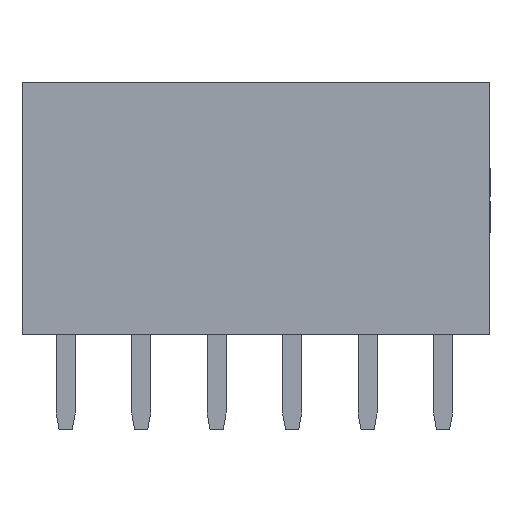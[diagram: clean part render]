
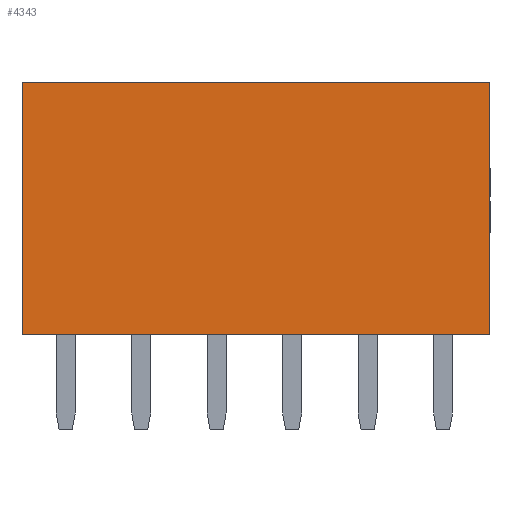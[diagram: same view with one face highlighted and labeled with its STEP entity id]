
A CAD part, front view. The second image highlights one B-rep face of the part: STEP entity #4343.
In plain terms, the highlighted planar face has unit normal (0, -1, 0).
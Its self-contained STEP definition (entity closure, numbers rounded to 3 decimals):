
#242 = VECTOR ( 'NONE', #4822, 1000. ) ;
#953 = VECTOR ( 'NONE', #13546, 1000. ) ;
#1009 = FACE_OUTER_BOUND ( 'NONE', #14666, .T. ) ;
#1276 = EDGE_CURVE ( 'NONE', #7135, #17922, #9461, .T. ) ;
#2012 = ORIENTED_EDGE ( 'NONE', *, *, #1276, .F. ) ;
#2063 = LINE ( 'NONE', #5035, #7640 ) ;
#2716 = EDGE_CURVE ( 'NONE', #2900, #11625, #7359, .T. ) ;
#2900 = VERTEX_POINT ( 'NONE', #14663 ) ;
#2948 = PLANE ( 'NONE',  #13933 ) ;
#3544 = CARTESIAN_POINT ( 'NONE',  ( -7.87, -1.2, 8.5 ) ) ;
#3668 = CARTESIAN_POINT ( 'NONE',  ( -7.87, -1.2, 8.5 ) ) ;
#4343 = ADVANCED_FACE ( 'NONE', ( #1009 ), #2948, .F. ) ;
#4360 = CARTESIAN_POINT ( 'NONE',  ( -7.87, -1.2, 0. ) ) ;
#4822 = DIRECTION ( 'NONE',  ( 1., 0., 0. ) ) ;
#5035 = CARTESIAN_POINT ( 'NONE',  ( 7.87, -1.2, 8.5 ) ) ;
#5961 = CARTESIAN_POINT ( 'NONE',  ( 7.87, -1.2, 8.5 ) ) ;
#6531 = ORIENTED_EDGE ( 'NONE', *, *, #2716, .T. ) ;
#6563 = LINE ( 'NONE', #3544, #12364 ) ;
#7135 = VERTEX_POINT ( 'NONE', #3668 ) ;
#7183 = CARTESIAN_POINT ( 'NONE',  ( -7.87, -1.2, 8.5 ) ) ;
#7359 = LINE ( 'NONE', #4360, #953 ) ;
#7640 = VECTOR ( 'NONE', #18756, 1000. ) ;
#8172 = DIRECTION ( 'NONE',  ( 0., 0., -1. ) ) ;
#9218 = DIRECTION ( 'NONE',  ( 0., 0., 1. ) ) ;
#9461 = LINE ( 'NONE', #11002, #242 ) ;
#10787 = EDGE_CURVE ( 'NONE', #17922, #11625, #2063, .T. ) ;
#11002 = CARTESIAN_POINT ( 'NONE',  ( -7.87, -1.2, 8.5 ) ) ;
#11625 = VERTEX_POINT ( 'NONE', #17910 ) ;
#12364 = VECTOR ( 'NONE', #8172, 1000. ) ;
#12398 = ORIENTED_EDGE ( 'NONE', *, *, #10787, .F. ) ;
#13546 = DIRECTION ( 'NONE',  ( 1., 0., 0. ) ) ;
#13933 = AXIS2_PLACEMENT_3D ( 'NONE', #7183, #15720, #9218 ) ;
#14663 = CARTESIAN_POINT ( 'NONE',  ( -7.87, -1.2, 0. ) ) ;
#14666 = EDGE_LOOP ( 'NONE', ( #6531, #12398, #2012, #14896 ) ) ;
#14896 = ORIENTED_EDGE ( 'NONE', *, *, #15004, .T. ) ;
#15004 = EDGE_CURVE ( 'NONE', #7135, #2900, #6563, .T. ) ;
#15720 = DIRECTION ( 'NONE',  ( 0., 1., 0. ) ) ;
#17910 = CARTESIAN_POINT ( 'NONE',  ( 7.87, -1.2, 0. ) ) ;
#17922 = VERTEX_POINT ( 'NONE', #5961 ) ;
#18756 = DIRECTION ( 'NONE',  ( 0., 0., -1. ) ) ;
